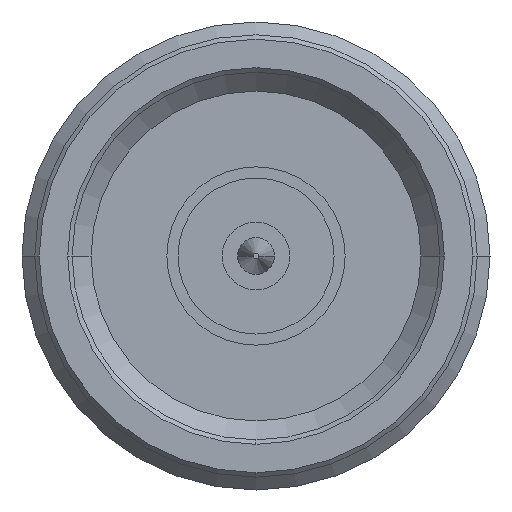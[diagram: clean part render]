
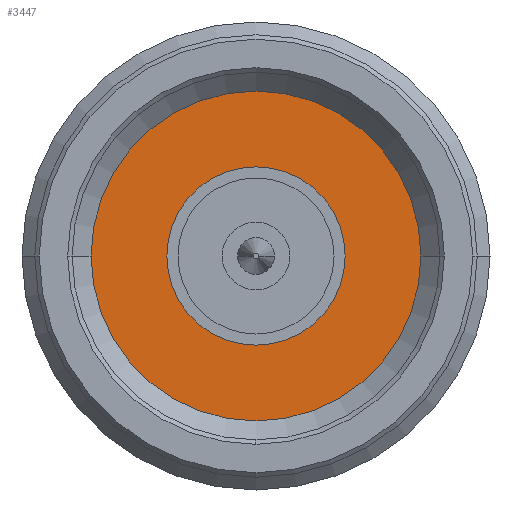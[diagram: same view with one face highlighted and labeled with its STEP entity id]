
A CAD part, left-side view. The second image highlights one B-rep face of the part: STEP entity #3447.
In plain terms, the highlighted planar face has unit normal (-1, 0, 0).
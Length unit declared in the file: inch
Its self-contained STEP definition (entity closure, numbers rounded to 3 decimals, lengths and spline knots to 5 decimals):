
#39 = VERTEX_POINT ( 'NONE', #3892 ) ;
#186 = ORIENTED_EDGE ( 'NONE', *, *, #5264, .F. ) ;
#269 = FACE_BOUND ( 'NONE', #666, .T. ) ;
#405 = EDGE_CURVE ( 'NONE', #3530, #39, #4586, .T. ) ;
#450 = CARTESIAN_POINT ( 'NONE',  ( 0.45669, 0., 0. ) ) ;
#531 = DIRECTION ( 'NONE',  ( -1., 0., 0. ) ) ;
#643 = DIRECTION ( 'NONE',  ( 0., 0., 1. ) ) ;
#666 = EDGE_LOOP ( 'NONE', ( #1205, #186 ) ) ;
#780 = DIRECTION ( 'NONE',  ( 0., 1., 0. ) ) ;
#790 = CIRCLE ( 'NONE', #3791, 0.15748 ) ;
#1131 = EDGE_CURVE ( 'NONE', #3530, #39, #3329, .T. ) ;
#1205 = ORIENTED_EDGE ( 'NONE', *, *, #1309, .F. ) ;
#1301 = DIRECTION ( 'NONE',  ( 0., 1., 0. ) ) ;
#1309 = EDGE_CURVE ( 'NONE', #1661, #1898, #3865, .T. ) ;
#1515 = EDGE_LOOP ( 'NONE', ( #4659, #4129 ) ) ;
#1586 = AXIS2_PLACEMENT_3D ( 'NONE', #3756, #4454, #780 ) ;
#1661 = VERTEX_POINT ( 'NONE', #3527 ) ;
#1677 = CARTESIAN_POINT ( 'NONE',  ( 0.45669, 0., 0. ) ) ;
#1761 = DIRECTION ( 'NONE',  ( 1., 0., 0. ) ) ;
#1879 = CARTESIAN_POINT ( 'NONE',  ( 0.45669, 0.15748, 0. ) ) ;
#1898 = VERTEX_POINT ( 'NONE', #1879 ) ;
#2066 = AXIS2_PLACEMENT_3D ( 'NONE', #450, #4420, #3633 ) ;
#2302 = CARTESIAN_POINT ( 'NONE',  ( 0.45669, 0., 0. ) ) ;
#2513 = CARTESIAN_POINT ( 'NONE',  ( 0.45669, 0.34843, 0. ) ) ;
#3329 = CIRCLE ( 'NONE', #4008, 0.34843 ) ;
#3447 = ADVANCED_FACE ( 'NONE', ( #269, #4316 ), #3590, .T. ) ;
#3527 = CARTESIAN_POINT ( 'NONE',  ( 0.45669, -0.15748, 0. ) ) ;
#3530 = VERTEX_POINT ( 'NONE', #2513 ) ;
#3590 = PLANE ( 'NONE',  #3677 ) ;
#3633 = DIRECTION ( 'NONE',  ( 0., -1., 0. ) ) ;
#3677 = AXIS2_PLACEMENT_3D ( 'NONE', #2302, #5222, #643 ) ;
#3756 = CARTESIAN_POINT ( 'NONE',  ( 0.45669, 0., 0. ) ) ;
#3791 = AXIS2_PLACEMENT_3D ( 'NONE', #1677, #531, #1301 ) ;
#3865 = CIRCLE ( 'NONE', #2066, 0.15748 ) ;
#3892 = CARTESIAN_POINT ( 'NONE',  ( 0.45669, -0.34843, 0. ) ) ;
#4008 = AXIS2_PLACEMENT_3D ( 'NONE', #4682, #1761, #5038 ) ;
#4129 = ORIENTED_EDGE ( 'NONE', *, *, #1131, .F. ) ;
#4316 = FACE_OUTER_BOUND ( 'NONE', #1515, .T. ) ;
#4420 = DIRECTION ( 'NONE',  ( -1., 0., 0. ) ) ;
#4454 = DIRECTION ( 'NONE',  ( -1., 0., 0. ) ) ;
#4586 = CIRCLE ( 'NONE', #1586, 0.34843 ) ;
#4659 = ORIENTED_EDGE ( 'NONE', *, *, #405, .T. ) ;
#4682 = CARTESIAN_POINT ( 'NONE',  ( 0.45669, 0., 0. ) ) ;
#5038 = DIRECTION ( 'NONE',  ( 0., 1., 0. ) ) ;
#5222 = DIRECTION ( 'NONE',  ( -1., 0., 0. ) ) ;
#5264 = EDGE_CURVE ( 'NONE', #1898, #1661, #790, .T. ) ;
